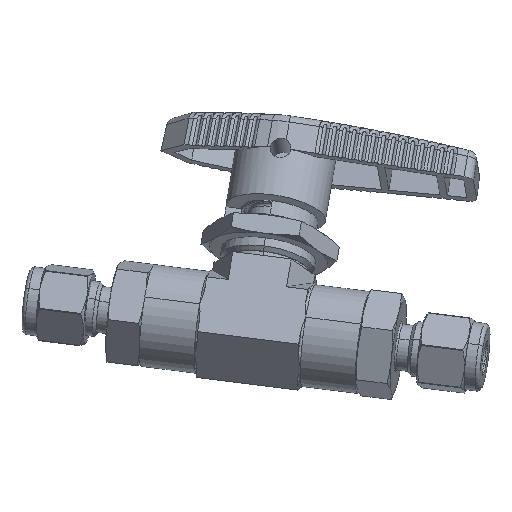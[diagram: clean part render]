
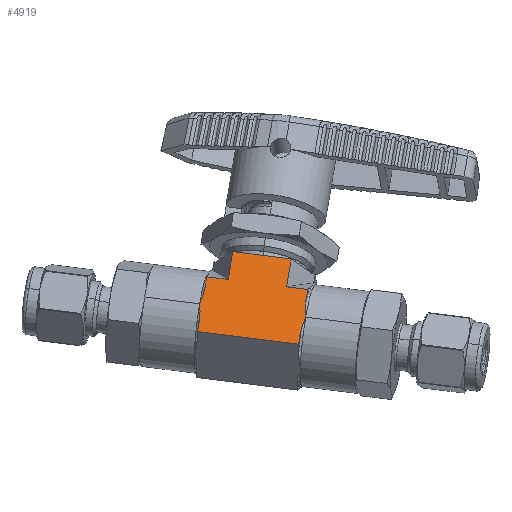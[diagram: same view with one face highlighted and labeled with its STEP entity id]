
A CAD part, top view. The second image highlights one B-rep face of the part: STEP entity #4919.
In plain terms, the highlighted face is planar.
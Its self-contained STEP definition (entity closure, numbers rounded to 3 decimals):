
#1738 = VERTEX_POINT('',#1739);
#1739 = CARTESIAN_POINT('',(1936.827,2319.687,10.3)
  );
#1789 = VERTEX_POINT('',#1790);
#1790 = CARTESIAN_POINT('',(1958.427,2319.687,10.3)
  );
#4674 = VERTEX_POINT('',#4675);
#4675 = CARTESIAN_POINT('',(1953.573,2325.633,10.3)
  );
#4692 = VERTEX_POINT('',#4693);
#4693 = CARTESIAN_POINT('',(1953.573,2331.687,
    10.3));
#4699 = EDGE_CURVE('',#4692,#4674,#4700,.T.);
#4700 = LINE('',#4701,#4702);
#4701 = CARTESIAN_POINT('',(1953.573,2331.687,
    10.3));
#4702 = VECTOR('',#4703,1.);
#4703 = DIRECTION('',(0.,-1.,0.));
#4819 = VERTEX_POINT('',#4820);
#4820 = CARTESIAN_POINT('',(1941.68,2325.633,10.3)
  );
#4826 = EDGE_CURVE('',#4819,#4827,#4829,.T.);
#4827 = VERTEX_POINT('',#4828);
#4828 = CARTESIAN_POINT('',(1941.68,2331.687,
    10.3));
#4829 = LINE('',#4830,#4831);
#4830 = CARTESIAN_POINT('',(1941.68,2325.633,10.3)
  );
#4831 = VECTOR('',#4832,1.);
#4832 = DIRECTION('',(0.,1.,0.));
#4875 = EDGE_CURVE('',#4827,#4692,#4876,.T.);
#4876 = LINE('',#4877,#4878);
#4877 = CARTESIAN_POINT('',(1941.68,2331.687,
    10.3));
#4878 = VECTOR('',#4879,1.);
#4879 = DIRECTION('',(1.,0.,0.));
#4919 = ADVANCED_FACE('',(#4920),#5027,.T.);
#4920 = FACE_BOUND('',#4921,.T.);
#4921 = EDGE_LOOP('',(#4922,#4923,#4931,#4939,#4950,#4963,#4971,#4979,
    #4987,#4998,#5011,#5019,#5025,#5026));
#4922 = ORIENTED_EDGE('',*,*,#4826,.F.);
#4923 = ORIENTED_EDGE('',*,*,#4924,.T.);
#4924 = EDGE_CURVE('',#4819,#4925,#4927,.T.);
#4925 = VERTEX_POINT('',#4926);
#4926 = CARTESIAN_POINT('',(1937.327,2325.633,10.3)
  );
#4927 = LINE('',#4928,#4929);
#4928 = CARTESIAN_POINT('',(1941.68,2325.633,10.3)
  );
#4929 = VECTOR('',#4930,1.);
#4930 = DIRECTION('',(-1.,0.,0.));
#4931 = ORIENTED_EDGE('',*,*,#4932,.T.);
#4932 = EDGE_CURVE('',#4925,#4933,#4935,.T.);
#4933 = VERTEX_POINT('',#4934);
#4934 = CARTESIAN_POINT('',(1937.327,2322.935,10.3)
  );
#4935 = LINE('',#4936,#4937);
#4936 = CARTESIAN_POINT('',(1937.327,2325.633,10.3)
  );
#4937 = VECTOR('',#4938,1.);
#4938 = DIRECTION('',(0.,-1.,0.));
#4939 = ORIENTED_EDGE('',*,*,#4940,.T.);
#4940 = EDGE_CURVE('',#4933,#1738,#4941,.T.);
#4941 = B_SPLINE_CURVE_WITH_KNOTS('',3,(#4942,#4943,#4944,#4945,#4946,
    #4947,#4948,#4949),.UNSPECIFIED.,.F.,.F.,(4,2,2,4),(0.,
    0.001,0.002,0.003),
  .UNSPECIFIED.);
#4942 = CARTESIAN_POINT('',(1937.327,2322.935,10.3)
  );
#4943 = CARTESIAN_POINT('',(1937.327,2322.66,10.3)
  );
#4944 = CARTESIAN_POINT('',(1937.307,2322.385,10.3)
  );
#4945 = CARTESIAN_POINT('',(1937.246,2321.84,10.3));
#4946 = CARTESIAN_POINT('',(1937.205,2321.569,10.3)
  );
#4947 = CARTESIAN_POINT('',(1937.064,2320.759,10.3));
#4948 = CARTESIAN_POINT('',(1936.945,2320.223,10.3)
  );
#4949 = CARTESIAN_POINT('',(1936.827,2319.687,10.3)
  );
#4950 = ORIENTED_EDGE('',*,*,#4951,.T.);
#4951 = EDGE_CURVE('',#1738,#4952,#4954,.T.);
#4952 = VERTEX_POINT('',#4953);
#4953 = CARTESIAN_POINT('',(1937.327,2316.438,10.3));
#4954 = B_SPLINE_CURVE_WITH_KNOTS('',3,(#4955,#4956,#4957,#4958,#4959,
    #4960,#4961,#4962),.UNSPECIFIED.,.F.,.F.,(4,2,2,4),(0.,
    0.002,0.002,0.003),
  .UNSPECIFIED.);
#4955 = CARTESIAN_POINT('',(1936.827,2319.687,10.3)
  );
#4956 = CARTESIAN_POINT('',(1936.945,2319.149,10.3)
  );
#4957 = CARTESIAN_POINT('',(1937.064,2318.613,10.3));
#4958 = CARTESIAN_POINT('',(1937.206,2317.802,10.3)
  );
#4959 = CARTESIAN_POINT('',(1937.247,2317.529,10.3)
  );
#4960 = CARTESIAN_POINT('',(1937.307,2316.985,10.3)
  );
#4961 = CARTESIAN_POINT('',(1937.327,2316.712,10.3)
  );
#4962 = CARTESIAN_POINT('',(1937.327,2316.438,10.3));
#4963 = ORIENTED_EDGE('',*,*,#4964,.T.);
#4964 = EDGE_CURVE('',#4952,#4965,#4967,.T.);
#4965 = VERTEX_POINT('',#4966);
#4966 = CARTESIAN_POINT('',(1937.327,2313.74,10.3)
  );
#4967 = LINE('',#4968,#4969);
#4968 = CARTESIAN_POINT('',(1937.327,2316.438,10.3));
#4969 = VECTOR('',#4970,1.);
#4970 = DIRECTION('',(0.,-1.,0.));
#4971 = ORIENTED_EDGE('',*,*,#4972,.T.);
#4972 = EDGE_CURVE('',#4965,#4973,#4975,.T.);
#4973 = VERTEX_POINT('',#4974);
#4974 = CARTESIAN_POINT('',(1957.927,2313.74,10.3)
  );
#4975 = LINE('',#4976,#4977);
#4976 = CARTESIAN_POINT('',(1937.327,2313.74,10.3)
  );
#4977 = VECTOR('',#4978,1.);
#4978 = DIRECTION('',(1.,0.,0.));
#4979 = ORIENTED_EDGE('',*,*,#4980,.T.);
#4980 = EDGE_CURVE('',#4973,#4981,#4983,.T.);
#4981 = VERTEX_POINT('',#4982);
#4982 = CARTESIAN_POINT('',(1957.927,2316.438,10.3));
#4983 = LINE('',#4984,#4985);
#4984 = CARTESIAN_POINT('',(1957.927,2313.74,10.3)
  );
#4985 = VECTOR('',#4986,1.);
#4986 = DIRECTION('',(0.,1.,0.));
#4987 = ORIENTED_EDGE('',*,*,#4988,.T.);
#4988 = EDGE_CURVE('',#4981,#1789,#4989,.T.);
#4989 = B_SPLINE_CURVE_WITH_KNOTS('',3,(#4990,#4991,#4992,#4993,#4994,
    #4995,#4996,#4997),.UNSPECIFIED.,.F.,.F.,(4,2,2,4),(0.,
    0.001,0.002,0.003),
  .UNSPECIFIED.);
#4990 = CARTESIAN_POINT('',(1957.927,2316.438,10.3));
#4991 = CARTESIAN_POINT('',(1957.927,2316.713,10.3)
  );
#4992 = CARTESIAN_POINT('',(1957.947,2316.988,10.3)
  );
#4993 = CARTESIAN_POINT('',(1958.007,2317.533,10.3)
  );
#4994 = CARTESIAN_POINT('',(1958.048,2317.804,10.3)
  );
#4995 = CARTESIAN_POINT('',(1958.19,2318.614,10.3));
#4996 = CARTESIAN_POINT('',(1958.309,2319.15,10.3)
  );
#4997 = CARTESIAN_POINT('',(1958.427,2319.687,10.3)
  );
#4998 = ORIENTED_EDGE('',*,*,#4999,.T.);
#4999 = EDGE_CURVE('',#1789,#5000,#5002,.T.);
#5000 = VERTEX_POINT('',#5001);
#5001 = CARTESIAN_POINT('',(1957.927,2322.935,10.3)
  );
#5002 = B_SPLINE_CURVE_WITH_KNOTS('',3,(#5003,#5004,#5005,#5006,#5007,
    #5008,#5009,#5010),.UNSPECIFIED.,.F.,.F.,(4,2,2,4),(0.,
    0.002,0.002,0.003),
  .UNSPECIFIED.);
#5003 = CARTESIAN_POINT('',(1958.427,2319.687,10.3)
  );
#5004 = CARTESIAN_POINT('',(1958.308,2320.224,10.3)
  );
#5005 = CARTESIAN_POINT('',(1958.19,2320.76,10.3)
  );
#5006 = CARTESIAN_POINT('',(1958.048,2321.571,10.3)
  );
#5007 = CARTESIAN_POINT('',(1958.007,2321.844,10.3)
  );
#5008 = CARTESIAN_POINT('',(1957.946,2322.388,10.3)
  );
#5009 = CARTESIAN_POINT('',(1957.927,2322.661,10.3)
  );
#5010 = CARTESIAN_POINT('',(1957.927,2322.935,10.3)
  );
#5011 = ORIENTED_EDGE('',*,*,#5012,.T.);
#5012 = EDGE_CURVE('',#5000,#5013,#5015,.T.);
#5013 = VERTEX_POINT('',#5014);
#5014 = CARTESIAN_POINT('',(1957.927,2325.633,10.3)
  );
#5015 = LINE('',#5016,#5017);
#5016 = CARTESIAN_POINT('',(1957.927,2322.935,10.3)
  );
#5017 = VECTOR('',#5018,1.);
#5018 = DIRECTION('',(0.,1.,0.));
#5019 = ORIENTED_EDGE('',*,*,#5020,.T.);
#5020 = EDGE_CURVE('',#5013,#4674,#5021,.T.);
#5021 = LINE('',#5022,#5023);
#5022 = CARTESIAN_POINT('',(1957.927,2325.633,10.3)
  );
#5023 = VECTOR('',#5024,1.);
#5024 = DIRECTION('',(-1.,0.,0.));
#5025 = ORIENTED_EDGE('',*,*,#4699,.F.);
#5026 = ORIENTED_EDGE('',*,*,#4875,.F.);
#5027 = PLANE('',#5028);
#5028 = AXIS2_PLACEMENT_3D('',#5029,#5030,#5031);
#5029 = CARTESIAN_POINT('',(1941.68,2306.687,
    10.3));
#5030 = DIRECTION('',(0.,-0.,1.));
#5031 = DIRECTION('',(1.,0.,0.));
